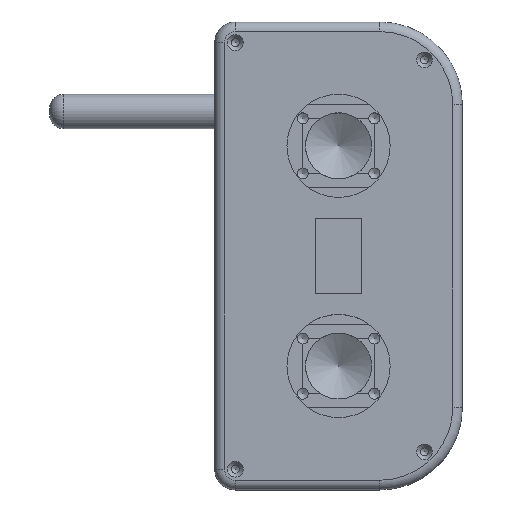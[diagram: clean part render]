
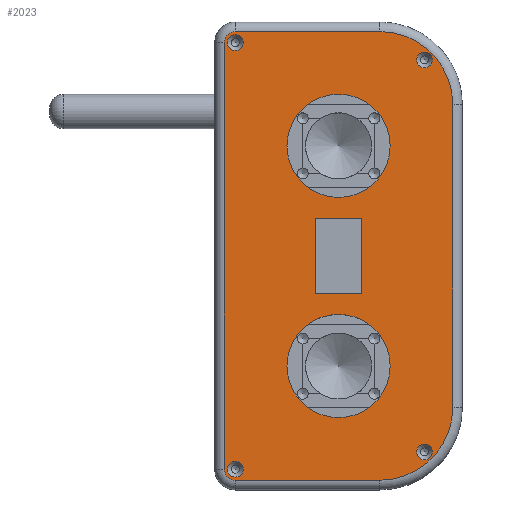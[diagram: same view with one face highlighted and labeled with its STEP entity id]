
A CAD part, top view. The second image highlights one B-rep face of the part: STEP entity #2023.
In plain terms, the highlighted planar face has unit normal (0, 0, 1).
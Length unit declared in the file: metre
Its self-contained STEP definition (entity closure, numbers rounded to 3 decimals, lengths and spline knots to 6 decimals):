
#159=CIRCLE('',#2241,0.00287);
#160=CIRCLE('',#2242,0.00287);
#161=CIRCLE('',#2243,0.00287);
#162=CIRCLE('',#2244,0.00287);
#163=CIRCLE('',#2245,0.004);
#164=CIRCLE('',#2246,0.004);
#165=CIRCLE('',#2247,0.0265);
#166=CIRCLE('',#2248,0.0265);
#167=CIRCLE('',#2249,0.01875);
#168=CIRCLE('',#2250,0.01875);
#317=ORIENTED_EDGE('',*,*,#851,.T.);
#318=ORIENTED_EDGE('',*,*,#852,.T.);
#319=ORIENTED_EDGE('',*,*,#853,.T.);
#320=ORIENTED_EDGE('',*,*,#854,.T.);
#321=ORIENTED_EDGE('',*,*,#855,.T.);
#322=ORIENTED_EDGE('',*,*,#856,.T.);
#323=ORIENTED_EDGE('',*,*,#857,.T.);
#324=ORIENTED_EDGE('',*,*,#858,.T.);
#325=ORIENTED_EDGE('',*,*,#859,.T.);
#326=ORIENTED_EDGE('',*,*,#860,.T.);
#327=ORIENTED_EDGE('',*,*,#861,.T.);
#328=ORIENTED_EDGE('',*,*,#862,.T.);
#329=ORIENTED_EDGE('',*,*,#863,.T.);
#330=ORIENTED_EDGE('',*,*,#864,.T.);
#331=ORIENTED_EDGE('',*,*,#821,.T.);
#332=ORIENTED_EDGE('',*,*,#825,.T.);
#333=ORIENTED_EDGE('',*,*,#828,.F.);
#334=ORIENTED_EDGE('',*,*,#831,.F.);
#821=EDGE_CURVE('',#1094,#1095,#1297,.T.);
#825=EDGE_CURVE('',#1095,#1098,#1301,.T.);
#828=EDGE_CURVE('',#1100,#1098,#1304,.T.);
#831=EDGE_CURVE('',#1094,#1100,#1307,.T.);
#851=EDGE_CURVE('',#1116,#1116,#159,.T.);
#852=EDGE_CURVE('',#1117,#1117,#160,.T.);
#853=EDGE_CURVE('',#1118,#1118,#161,.T.);
#854=EDGE_CURVE('',#1119,#1119,#162,.T.);
#855=EDGE_CURVE('',#1120,#1121,#1313,.F.);
#856=EDGE_CURVE('',#1121,#1122,#163,.T.);
#857=EDGE_CURVE('',#1122,#1123,#1314,.T.);
#858=EDGE_CURVE('',#1123,#1124,#164,.T.);
#859=EDGE_CURVE('',#1124,#1125,#1315,.T.);
#860=EDGE_CURVE('',#1125,#1126,#165,.T.);
#861=EDGE_CURVE('',#1126,#1127,#1316,.F.);
#862=EDGE_CURVE('',#1127,#1120,#166,.T.);
#863=EDGE_CURVE('',#1128,#1128,#167,.T.);
#864=EDGE_CURVE('',#1129,#1129,#168,.T.);
#1094=VERTEX_POINT('',#3168);
#1095=VERTEX_POINT('',#3169);
#1098=VERTEX_POINT('',#3177);
#1100=VERTEX_POINT('',#3183);
#1116=VERTEX_POINT('',#3226);
#1117=VERTEX_POINT('',#3228);
#1118=VERTEX_POINT('',#3230);
#1119=VERTEX_POINT('',#3232);
#1120=VERTEX_POINT('',#3234);
#1121=VERTEX_POINT('',#3235);
#1122=VERTEX_POINT('',#3237);
#1123=VERTEX_POINT('',#3239);
#1124=VERTEX_POINT('',#3241);
#1125=VERTEX_POINT('',#3243);
#1126=VERTEX_POINT('',#3245);
#1127=VERTEX_POINT('',#3247);
#1128=VERTEX_POINT('',#3250);
#1129=VERTEX_POINT('',#3252);
#1297=LINE('',#3167,#1448);
#1301=LINE('',#3176,#1452);
#1304=LINE('',#3182,#1455);
#1307=LINE('',#3188,#1458);
#1313=LINE('',#3233,#1464);
#1314=LINE('',#3238,#1465);
#1315=LINE('',#3242,#1466);
#1316=LINE('',#3246,#1467);
#1448=VECTOR('',#2495,1.);
#1452=VECTOR('',#2501,1.);
#1455=VECTOR('',#2506,1.);
#1458=VECTOR('',#2511,1.);
#1464=VECTOR('',#2559,1.);
#1465=VECTOR('',#2562,1.);
#1466=VECTOR('',#2565,1.);
#1467=VECTOR('',#2568,1.);
#1607=EDGE_LOOP('',(#317));
#1608=EDGE_LOOP('',(#318));
#1609=EDGE_LOOP('',(#319));
#1610=EDGE_LOOP('',(#320));
#1611=EDGE_LOOP('',(#321,#322,#323,#324,#325,#326,#327,#328));
#1612=EDGE_LOOP('',(#329));
#1613=EDGE_LOOP('',(#330));
#1614=EDGE_LOOP('',(#331,#332,#333,#334));
#1788=FACE_BOUND('',#1607,.T.);
#1789=FACE_BOUND('',#1608,.T.);
#1790=FACE_BOUND('',#1609,.T.);
#1791=FACE_BOUND('',#1610,.T.);
#1792=FACE_BOUND('',#1611,.T.);
#1793=FACE_BOUND('',#1612,.T.);
#1794=FACE_BOUND('',#1613,.T.);
#1795=FACE_BOUND('',#1614,.T.);
#1971=PLANE('',#2240);
#2023=ADVANCED_FACE('',(#1788,#1789,#1790,#1791,#1792,#1793,#1794,#1795),
#1971,.T.);
#2240=AXIS2_PLACEMENT_3D('',#3224,#2549,#2550);
#2241=AXIS2_PLACEMENT_3D('',#3225,#2551,#2552);
#2242=AXIS2_PLACEMENT_3D('',#3227,#2553,#2554);
#2243=AXIS2_PLACEMENT_3D('',#3229,#2555,#2556);
#2244=AXIS2_PLACEMENT_3D('',#3231,#2557,#2558);
#2245=AXIS2_PLACEMENT_3D('',#3236,#2560,#2561);
#2246=AXIS2_PLACEMENT_3D('',#3240,#2563,#2564);
#2247=AXIS2_PLACEMENT_3D('',#3244,#2566,#2567);
#2248=AXIS2_PLACEMENT_3D('',#3248,#2569,#2570);
#2249=AXIS2_PLACEMENT_3D('',#3249,#2571,#2572);
#2250=AXIS2_PLACEMENT_3D('',#3251,#2573,#2574);
#2495=DIRECTION('',(0.,-1.,0.));
#2501=DIRECTION('',(-1.,0.,0.));
#2506=DIRECTION('',(0.,-1.,0.));
#2511=DIRECTION('',(-1.,0.,0.));
#2549=DIRECTION('',(0.,0.,1.));
#2550=DIRECTION('',(1.,0.,0.));
#2551=DIRECTION('',(0.,0.,-1.));
#2552=DIRECTION('',(-1.,0.,0.));
#2553=DIRECTION('',(0.,0.,-1.));
#2554=DIRECTION('',(-1.,0.,0.));
#2555=DIRECTION('',(0.,0.,-1.));
#2556=DIRECTION('',(-1.,0.,0.));
#2557=DIRECTION('',(0.,0.,-1.));
#2558=DIRECTION('',(-1.,0.,0.));
#2559=DIRECTION('',(1.,0.,0.));
#2560=DIRECTION('',(0.,0.,1.));
#2561=DIRECTION('',(1.,0.,0.));
#2562=DIRECTION('',(0.,-1.,0.));
#2563=DIRECTION('',(0.,0.,1.));
#2564=DIRECTION('',(1.,0.,0.));
#2565=DIRECTION('',(1.,0.,0.));
#2566=DIRECTION('',(0.,0.,1.));
#2567=DIRECTION('',(1.,0.,0.));
#2568=DIRECTION('',(0.,-1.,0.));
#2569=DIRECTION('',(0.,0.,1.));
#2570=DIRECTION('',(1.,0.,0.));
#2571=DIRECTION('',(0.,0.,-1.));
#2572=DIRECTION('',(-1.,0.,0.));
#2573=DIRECTION('',(0.,0.,-1.));
#2574=DIRECTION('',(-1.,0.,0.));
#3167=CARTESIAN_POINT('',(0.102654,-0.020376,0.));
#3168=CARTESIAN_POINT('',(0.102654,-0.013501,0.));
#3169=CARTESIAN_POINT('',(0.102654,-0.041001,0.));
#3176=CARTESIAN_POINT('',(0.094154,-0.041001,0.));
#3177=CARTESIAN_POINT('',(0.085654,-0.041001,0.));
#3182=CARTESIAN_POINT('',(0.085654,-0.020376,0.));
#3183=CARTESIAN_POINT('',(0.085654,-0.013501,0.));
#3188=CARTESIAN_POINT('',(0.094154,-0.013501,0.));
#3224=CARTESIAN_POINT('',(0.094154,-0.027251,0.));
#3225=CARTESIAN_POINT('',(0.056654,0.050249,0.));
#3226=CARTESIAN_POINT('',(0.053784,0.050249,0.));
#3227=CARTESIAN_POINT('',(0.056654,-0.104751,0.));
#3228=CARTESIAN_POINT('',(0.053784,-0.104751,0.));
#3229=CARTESIAN_POINT('',(0.125368,-0.098464,0.));
#3230=CARTESIAN_POINT('',(0.122497,-0.098464,0.));
#3231=CARTESIAN_POINT('',(0.125368,0.043962,0.));
#3232=CARTESIAN_POINT('',(0.122497,0.043962,0.));
#3233=CARTESIAN_POINT('',(0.056654,0.054249,0.));
#3234=CARTESIAN_POINT('',(0.109154,0.054249,0.));
#3235=CARTESIAN_POINT('',(0.056654,0.054249,0.));
#3236=CARTESIAN_POINT('',(0.056654,0.050249,0.));
#3237=CARTESIAN_POINT('',(0.052654,0.050249,0.));
#3238=CARTESIAN_POINT('',(0.052654,-0.027251,0.));
#3239=CARTESIAN_POINT('',(0.052654,-0.104751,0.));
#3240=CARTESIAN_POINT('',(0.056654,-0.104751,0.));
#3241=CARTESIAN_POINT('',(0.056654,-0.108751,0.));
#3242=CARTESIAN_POINT('',(0.094154,-0.108751,0.));
#3243=CARTESIAN_POINT('',(0.109154,-0.108751,0.));
#3244=CARTESIAN_POINT('',(0.109154,-0.082251,0.));
#3245=CARTESIAN_POINT('',(0.135654,-0.082251,0.));
#3246=CARTESIAN_POINT('',(0.135654,0.027749,0.));
#3247=CARTESIAN_POINT('',(0.135654,0.027749,0.));
#3248=CARTESIAN_POINT('',(0.109154,0.027749,0.));
#3249=CARTESIAN_POINT('',(0.094154,0.012749,0.));
#3250=CARTESIAN_POINT('',(0.075404,0.012749,0.));
#3251=CARTESIAN_POINT('',(0.094154,-0.067251,0.));
#3252=CARTESIAN_POINT('',(0.075404,-0.067251,0.));
